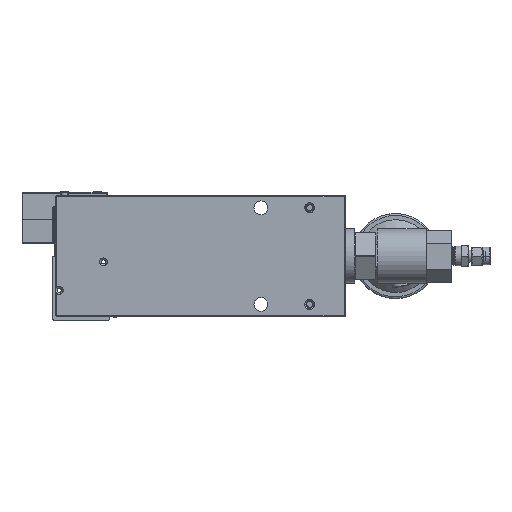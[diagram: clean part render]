
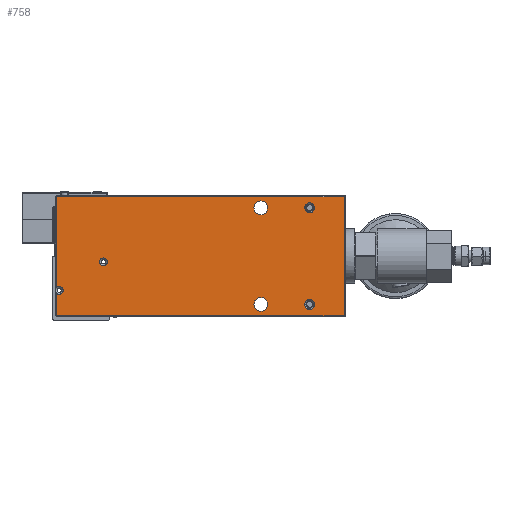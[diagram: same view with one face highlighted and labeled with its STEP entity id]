
A CAD part, front view. The second image highlights one B-rep face of the part: STEP entity #758.
In plain terms, the highlighted planar face has unit normal (0, -1, 0).
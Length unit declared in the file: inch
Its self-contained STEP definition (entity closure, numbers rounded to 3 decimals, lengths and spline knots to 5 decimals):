
#1=CARTESIAN_POINT('',(1.25197,0.,1.));
#2=DIRECTION('',(0.,1.,0.));
#3=DIRECTION('',(-1.,0.,0.));
#4=AXIS2_PLACEMENT_3D('',#1,#2,#3);
#6=CARTESIAN_POINT('',(1.25197,0.,1.));
#7=DIRECTION('',(0.,1.,0.));
#8=DIRECTION('',(1.,0.,0.));
#9=AXIS2_PLACEMENT_3D('',#6,#7,#8);
#11=CARTESIAN_POINT('',(1.25197,0.,-1.));
#12=DIRECTION('',(0.,1.,0.));
#13=DIRECTION('',(-1.,0.,0.));
#14=AXIS2_PLACEMENT_3D('',#11,#12,#13);
#16=CARTESIAN_POINT('',(1.25197,0.,-1.));
#17=DIRECTION('',(0.,1.,0.));
#18=DIRECTION('',(1.,0.,0.));
#19=AXIS2_PLACEMENT_3D('',#16,#17,#18);
#21=CARTESIAN_POINT('',(2.26181,0.,-1.));
#22=DIRECTION('',(0.,1.,0.));
#23=DIRECTION('',(1.,0.,0.));
#24=AXIS2_PLACEMENT_3D('',#21,#22,#23);
#26=CARTESIAN_POINT('',(2.26181,0.,-1.));
#27=DIRECTION('',(0.,1.,0.));
#28=DIRECTION('',(-1.,0.,0.));
#29=AXIS2_PLACEMENT_3D('',#26,#27,#28);
#31=CARTESIAN_POINT('',(2.26181,0.,1.));
#32=DIRECTION('',(0.,1.,0.));
#33=DIRECTION('',(-1.,0.,0.));
#34=AXIS2_PLACEMENT_3D('',#31,#32,#33);
#36=CARTESIAN_POINT('',(2.26181,0.,1.));
#37=DIRECTION('',(0.,1.,0.));
#38=DIRECTION('',(1.,0.,0.));
#39=AXIS2_PLACEMENT_3D('',#36,#37,#38);
#41=CARTESIAN_POINT('',(-2.00591,0.,-0.12));
#42=DIRECTION('',(0.,1.,0.));
#43=DIRECTION('',(-1.,0.,0.));
#44=AXIS2_PLACEMENT_3D('',#41,#42,#43);
#46=CARTESIAN_POINT('',(-2.00591,0.,-0.12));
#47=DIRECTION('',(0.,1.,0.));
#48=DIRECTION('',(1.,0.,0.));
#49=AXIS2_PLACEMENT_3D('',#46,#47,#48);
#51=CARTESIAN_POINT('',(-2.84153,0.,
-0.71001));
#52=CARTESIAN_POINT('',(-2.84153,0.,
-0.71597));
#53=CARTESIAN_POINT('',(-2.8428,0.,
-0.72756));
#54=CARTESIAN_POINT('',(-2.84847,0.,
-0.74451));
#55=CARTESIAN_POINT('',(-2.85761,0.,
-0.75972));
#56=CARTESIAN_POINT('',(-2.86981,0.,
-0.77265));
#57=CARTESIAN_POINT('',(-2.8845,0.,
-0.78265));
#58=CARTESIAN_POINT('',(-2.90099,0.,
-0.78927));
#59=CARTESIAN_POINT('',(-2.91851,0.,
-0.7922));
#60=CARTESIAN_POINT('',(-2.93626,0.,
-0.79129));
#61=CARTESIAN_POINT('',(-2.95339,0.,
-0.78661));
#62=CARTESIAN_POINT('',(-2.96917,0.,
-0.77831));
#63=CARTESIAN_POINT('',(-2.97814,0.,-0.77078));
#64=CARTESIAN_POINT('',(-2.98228,0.,-0.76645));
#66=CARTESIAN_POINT('',(-2.92323,0.,-0.71));
#67=DIRECTION('',(0.,1.,0.));
#68=DIRECTION('',(-0.723,0.,0.691));
#69=AXIS2_PLACEMENT_3D('',#66,#67,#68);
#71=DIRECTION('',(0.,0.,-1.));
#72=VECTOR('',#71,1.87571);
#73=CARTESIAN_POINT('',(-2.98228,0.,1.22216));
#74=LINE('',#73,#72);
#75=DIRECTION('',(-0.707,0.,-0.707));
#76=VECTOR('',#75,0.01153);
#77=CARTESIAN_POINT('',(-2.97413,0.,1.23031));
#78=LINE('',#77,#76);
#79=DIRECTION('',(-1.,0.,0.));
#80=VECTOR('',#79,5.94826);
#81=CARTESIAN_POINT('',(2.97413,0.,1.23031));
#82=LINE('',#81,#80);
#83=DIRECTION('',(-0.707,0.,0.707));
#84=VECTOR('',#83,0.01153);
#85=CARTESIAN_POINT('',(2.98228,0.,1.22216));
#86=LINE('',#85,#84);
#87=DIRECTION('',(0.,0.,1.));
#88=VECTOR('',#87,2.44432);
#89=CARTESIAN_POINT('',(2.98228,0.,-1.22216));
#90=LINE('',#89,#88);
#91=DIRECTION('',(0.707,0.,0.707));
#92=VECTOR('',#91,0.01153);
#93=CARTESIAN_POINT('',(2.97413,0.,-1.23031));
#94=LINE('',#93,#92);
#95=DIRECTION('',(1.,0.,0.));
#96=VECTOR('',#95,5.94826);
#97=CARTESIAN_POINT('',(-2.97413,0.,-1.23031));
#98=LINE('',#97,#96);
#99=DIRECTION('',(0.707,0.,-0.707));
#100=VECTOR('',#99,0.01153);
#101=CARTESIAN_POINT('',(-2.98228,0.,-1.22216));
#102=LINE('',#101,#100);
#103=DIRECTION('',(0.,0.,-1.));
#104=VECTOR('',#103,0.45571);
#105=CARTESIAN_POINT('',(-2.98228,0.,-0.76645));
#106=LINE('',#105,#104);
#558=CARTESIAN_POINT('',(1.11024,0.,1.));
#559=CARTESIAN_POINT('',(1.3937,0.,1.));
#560=VERTEX_POINT('',#558);
#561=VERTEX_POINT('',#559);
#562=CARTESIAN_POINT('',(1.11024,0.,-1.));
#563=CARTESIAN_POINT('',(1.3937,0.,-1.));
#564=VERTEX_POINT('',#562);
#565=VERTEX_POINT('',#563);
#591=CARTESIAN_POINT('',(-2.0876,0.,-0.12));
#592=CARTESIAN_POINT('',(-1.92421,0.,-0.12));
#593=VERTEX_POINT('',#591);
#594=VERTEX_POINT('',#592);
#603=VERTEX_POINT('',#51);
#604=VERTEX_POINT('',#64);
#605=CARTESIAN_POINT('',(-2.98229,0.,-0.65356));
#606=VERTEX_POINT('',#605);
#619=CARTESIAN_POINT('',(2.36319,0.,-1.));
#620=CARTESIAN_POINT('',(2.16043,0.,-1.));
#621=VERTEX_POINT('',#619);
#622=VERTEX_POINT('',#620);
#627=CARTESIAN_POINT('',(2.16043,0.,1.));
#628=CARTESIAN_POINT('',(2.36319,0.,1.));
#629=VERTEX_POINT('',#627);
#630=VERTEX_POINT('',#628);
#639=CARTESIAN_POINT('',(-2.97413,0.,1.23031));
#640=CARTESIAN_POINT('',(-2.98228,0.,1.22216));
#641=VERTEX_POINT('',#639);
#642=VERTEX_POINT('',#640);
#647=CARTESIAN_POINT('',(2.97413,0.,1.23031));
#648=VERTEX_POINT('',#647);
#651=CARTESIAN_POINT('',(2.98228,0.,1.22216));
#652=VERTEX_POINT('',#651);
#655=CARTESIAN_POINT('',(2.98228,0.,-1.22216));
#656=VERTEX_POINT('',#655);
#657=CARTESIAN_POINT('',(2.97413,0.,-1.23031));
#658=VERTEX_POINT('',#657);
#663=CARTESIAN_POINT('',(-2.97413,0.,-1.23031));
#664=VERTEX_POINT('',#663);
#665=CARTESIAN_POINT('',(-2.98228,0.,-1.22216));
#666=VERTEX_POINT('',#665);
#699=CARTESIAN_POINT('',(0.,0.,0.));
#700=DIRECTION('',(0.,1.,0.));
#701=DIRECTION('',(-1.,0.,0.));
#702=AXIS2_PLACEMENT_3D('',#699,#700,#701);
#703=PLANE('',#702);
#705=ORIENTED_EDGE('',*,*,#704,.F.);
#707=ORIENTED_EDGE('',*,*,#706,.F.);
#709=ORIENTED_EDGE('',*,*,#708,.F.);
#711=ORIENTED_EDGE('',*,*,#710,.F.);
#713=ORIENTED_EDGE('',*,*,#712,.F.);
#715=ORIENTED_EDGE('',*,*,#714,.F.);
#717=ORIENTED_EDGE('',*,*,#716,.F.);
#719=ORIENTED_EDGE('',*,*,#718,.F.);
#721=ORIENTED_EDGE('',*,*,#720,.F.);
#723=ORIENTED_EDGE('',*,*,#722,.F.);
#725=ORIENTED_EDGE('',*,*,#724,.F.);
#726=EDGE_LOOP('',(#705,#707,#709,#711,#713,#715,#717,#719,#721,#723,#725));
#727=FACE_OUTER_BOUND('',#726,.F.);
#729=ORIENTED_EDGE('',*,*,#728,.F.);
#731=ORIENTED_EDGE('',*,*,#730,.F.);
#732=EDGE_LOOP('',(#729,#731));
#733=FACE_BOUND('',#732,.F.);
#735=ORIENTED_EDGE('',*,*,#734,.F.);
#737=ORIENTED_EDGE('',*,*,#736,.F.);
#738=EDGE_LOOP('',(#735,#737));
#739=FACE_BOUND('',#738,.F.);
#741=ORIENTED_EDGE('',*,*,#740,.F.);
#743=ORIENTED_EDGE('',*,*,#742,.F.);
#744=EDGE_LOOP('',(#741,#743));
#745=FACE_BOUND('',#744,.F.);
#747=ORIENTED_EDGE('',*,*,#746,.F.);
#749=ORIENTED_EDGE('',*,*,#748,.F.);
#750=EDGE_LOOP('',(#747,#749));
#751=FACE_BOUND('',#750,.F.);
#753=ORIENTED_EDGE('',*,*,#752,.F.);
#755=ORIENTED_EDGE('',*,*,#754,.F.);
#756=EDGE_LOOP('',(#753,#755));
#757=FACE_BOUND('',#756,.F.);
#758=ADVANCED_FACE('',(#727,#733,#739,#745,#751,#757),#703,.F.);
#5=CIRCLE('',#4,0.14173);
#10=CIRCLE('',#9,0.14173);
#15=CIRCLE('',#14,0.14173);
#20=CIRCLE('',#19,0.14173);
#25=CIRCLE('',#24,0.10138);
#30=CIRCLE('',#29,0.10138);
#35=CIRCLE('',#34,0.10138);
#40=CIRCLE('',#39,0.10138);
#45=CIRCLE('',#44,0.08169);
#50=CIRCLE('',#49,0.08169);
#65=B_SPLINE_CURVE_WITH_KNOTS('',3,(#51,#52,#53,#54,#55,#56,#57,#58,#59,#60,#61,
#62,#63,#64),.UNSPECIFIED.,.F.,.F.,(4,1,1,1,1,1,1,1,1,1,1,4),(0.,
0.09091,0.18182,0.27273,0.36364,
0.45455,0.54545,0.63636,0.72727,
0.81818,0.90909,1.),.UNSPECIFIED.);
#70=CIRCLE('',#69,0.08169);
#704=EDGE_CURVE('',#603,#604,#65,.T.);
#706=EDGE_CURVE('',#606,#603,#70,.T.);
#708=EDGE_CURVE('',#642,#606,#74,.T.);
#710=EDGE_CURVE('',#641,#642,#78,.T.);
#712=EDGE_CURVE('',#648,#641,#82,.T.);
#714=EDGE_CURVE('',#652,#648,#86,.T.);
#716=EDGE_CURVE('',#656,#652,#90,.T.);
#718=EDGE_CURVE('',#658,#656,#94,.T.);
#720=EDGE_CURVE('',#664,#658,#98,.T.);
#722=EDGE_CURVE('',#666,#664,#102,.T.);
#724=EDGE_CURVE('',#604,#666,#106,.T.);
#728=EDGE_CURVE('',#564,#565,#15,.T.);
#730=EDGE_CURVE('',#565,#564,#20,.T.);
#734=EDGE_CURVE('',#621,#622,#25,.T.);
#736=EDGE_CURVE('',#622,#621,#30,.T.);
#740=EDGE_CURVE('',#629,#630,#35,.T.);
#742=EDGE_CURVE('',#630,#629,#40,.T.);
#746=EDGE_CURVE('',#593,#594,#45,.T.);
#748=EDGE_CURVE('',#594,#593,#50,.T.);
#752=EDGE_CURVE('',#560,#561,#5,.T.);
#754=EDGE_CURVE('',#561,#560,#10,.T.);
